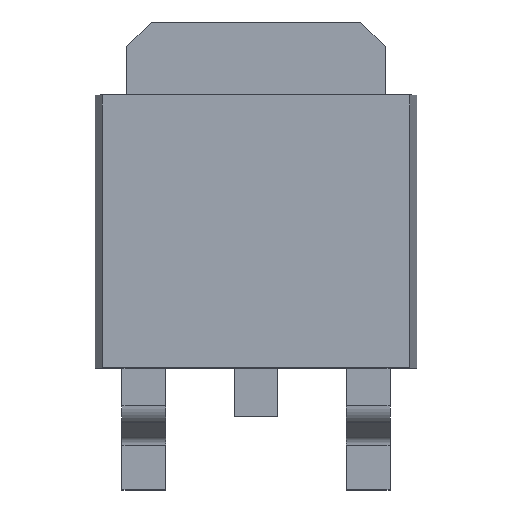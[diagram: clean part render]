
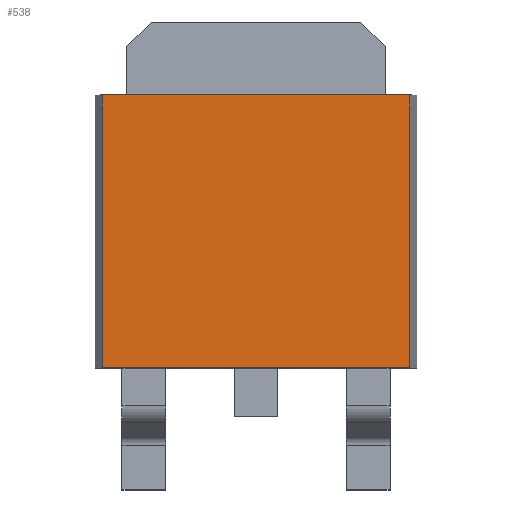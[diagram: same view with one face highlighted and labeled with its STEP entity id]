
A CAD part, top view. The second image highlights one B-rep face of the part: STEP entity #538.
In plain terms, the highlighted planar face has unit normal (0, 0, 1).
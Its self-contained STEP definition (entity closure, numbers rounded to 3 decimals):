
#457 = EDGE_CURVE ( 'NONE', #514, #498, #1052, .T. ) ;
#473 = VERTEX_POINT ( 'NONE', #1064 ) ;
#497 = EDGE_CURVE ( 'NONE', #498, #513, #1205, .T. ) ;
#498 = VERTEX_POINT ( 'NONE', #1201 ) ;
#513 = VERTEX_POINT ( 'NONE', #1228 ) ;
#514 = VERTEX_POINT ( 'NONE', #1227 ) ;
#538 = ADVANCED_FACE ( 'NONE', ( #1372 ), #1356, .F. ) ;
#558 = EDGE_LOOP ( 'NONE', ( #562, #636, #615, #616 ) ) ;
#561 = EDGE_CURVE ( 'NONE', #473, #514, #1310, .T. ) ;
#562 = ORIENTED_EDGE ( 'NONE', *, *, #589, .F. ) ;
#589 = EDGE_CURVE ( 'NONE', #473, #513, #1255, .T. ) ;
#615 = ORIENTED_EDGE ( 'NONE', *, *, #457, .T. ) ;
#616 = ORIENTED_EDGE ( 'NONE', *, *, #497, .T. ) ;
#636 = ORIENTED_EDGE ( 'NONE', *, *, #561, .T. ) ;
#1050 = VECTOR ( 'NONE', #1138, 1000. ) ;
#1051 = CARTESIAN_POINT ( 'NONE',  ( -3.15, 4.301, 2.3 ) ) ;
#1052 = LINE ( 'NONE', #1051, #1050 ) ;
#1064 = CARTESIAN_POINT ( 'NONE',  ( 3.15, 2.8, 2.3 ) ) ;
#1138 = DIRECTION ( 'NONE',  ( 0., -1., 0. ) ) ;
#1201 = CARTESIAN_POINT ( 'NONE',  ( -3.15, -2.8, 2.3 ) ) ;
#1202 = DIRECTION ( 'NONE',  ( 1., 0., 0. ) ) ;
#1203 = VECTOR ( 'NONE', #1202, 1000. ) ;
#1204 = CARTESIAN_POINT ( 'NONE',  ( -3.3, -2.8, 2.3 ) ) ;
#1205 = LINE ( 'NONE', #1204, #1203 ) ;
#1227 = CARTESIAN_POINT ( 'NONE',  ( -3.15, 2.8, 2.3 ) ) ;
#1228 = CARTESIAN_POINT ( 'NONE',  ( 3.15, -2.8, 2.3 ) ) ;
#1252 = DIRECTION ( 'NONE',  ( 0., -1., 0. ) ) ;
#1253 = VECTOR ( 'NONE', #1252, 1000. ) ;
#1254 = CARTESIAN_POINT ( 'NONE',  ( 3.15, 4.301, 2.3 ) ) ;
#1255 = LINE ( 'NONE', #1254, #1253 ) ;
#1307 = DIRECTION ( 'NONE',  ( -1., 0., 0. ) ) ;
#1308 = VECTOR ( 'NONE', #1307, 1000. ) ;
#1309 = CARTESIAN_POINT ( 'NONE',  ( -3.3, 2.8, 2.3 ) ) ;
#1310 = LINE ( 'NONE', #1309, #1308 ) ;
#1355 = CARTESIAN_POINT ( 'NONE',  ( 3.3, 2.8, 2.3 ) ) ;
#1356 = PLANE ( 'NONE',  #1464 ) ;
#1372 = FACE_OUTER_BOUND ( 'NONE', #558, .T. ) ;
#1462 = DIRECTION ( 'NONE',  ( -1., 0., 0. ) ) ;
#1463 = DIRECTION ( 'NONE',  ( 0., 0., -1. ) ) ;
#1464 = AXIS2_PLACEMENT_3D ( 'NONE', #1355, #1463, #1462 ) ;
